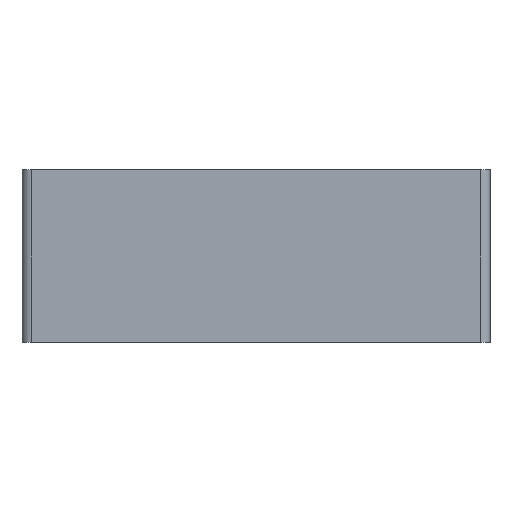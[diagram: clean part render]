
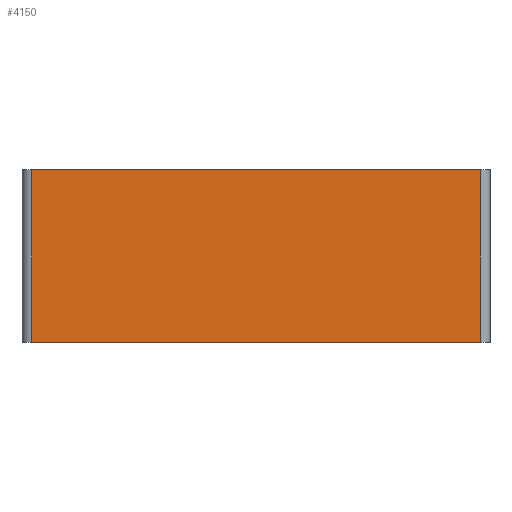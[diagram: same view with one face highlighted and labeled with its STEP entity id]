
A CAD part, left-side view. The second image highlights one B-rep face of the part: STEP entity #4150.
In plain terms, the highlighted planar face has unit normal (-1, 0, 0).
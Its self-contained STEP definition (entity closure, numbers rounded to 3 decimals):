
#2903 = VERTEX_POINT('',#2904);
#2904 = CARTESIAN_POINT('',(-31.5,37.,0.));
#2911 = EDGE_CURVE('',#2903,#2912,#2914,.T.);
#2912 = VERTEX_POINT('',#2913);
#2913 = CARTESIAN_POINT('',(-31.5,-37.,0.));
#2914 = LINE('',#2915,#2916);
#2915 = CARTESIAN_POINT('',(-31.5,37.,0.));
#2916 = VECTOR('',#2917,1.);
#2917 = DIRECTION('',(0.,-1.,0.));
#3135 = VERTEX_POINT('',#3136);
#3136 = CARTESIAN_POINT('',(-31.5,37.,28.4));
#3143 = EDGE_CURVE('',#3135,#3144,#3146,.T.);
#3144 = VERTEX_POINT('',#3145);
#3145 = CARTESIAN_POINT('',(-31.5,-37.,28.4));
#3146 = LINE('',#3147,#3148);
#3147 = CARTESIAN_POINT('',(-31.5,37.,28.4));
#3148 = VECTOR('',#3149,1.);
#3149 = DIRECTION('',(0.,-1.,0.));
#4139 = EDGE_CURVE('',#2912,#3144,#4140,.T.);
#4140 = LINE('',#4141,#4142);
#4141 = CARTESIAN_POINT('',(-31.5,-37.,0.));
#4142 = VECTOR('',#4143,1.);
#4143 = DIRECTION('',(0.,0.,1.));
#4150 = ADVANCED_FACE('',(#4151),#4162,.T.);
#4151 = FACE_BOUND('',#4152,.T.);
#4152 = EDGE_LOOP('',(#4153,#4154,#4155,#4156));
#4153 = ORIENTED_EDGE('',*,*,#2911,.T.);
#4154 = ORIENTED_EDGE('',*,*,#4139,.T.);
#4155 = ORIENTED_EDGE('',*,*,#3143,.F.);
#4156 = ORIENTED_EDGE('',*,*,#4157,.F.);
#4157 = EDGE_CURVE('',#2903,#3135,#4158,.T.);
#4158 = LINE('',#4159,#4160);
#4159 = CARTESIAN_POINT('',(-31.5,37.,1.6));
#4160 = VECTOR('',#4161,1.);
#4161 = DIRECTION('',(0.,0.,1.));
#4162 = PLANE('',#4163);
#4163 = AXIS2_PLACEMENT_3D('',#4164,#4165,#4166);
#4164 = CARTESIAN_POINT('',(-31.5,0.,14.2));
#4165 = DIRECTION('',(-1.,0.,0.));
#4166 = DIRECTION('',(0.,-1.,0.));
